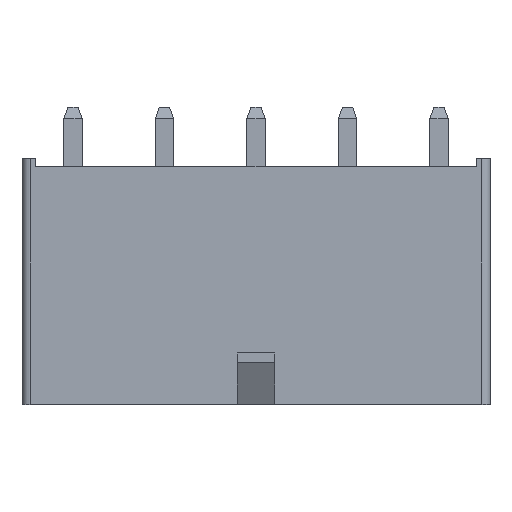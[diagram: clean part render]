
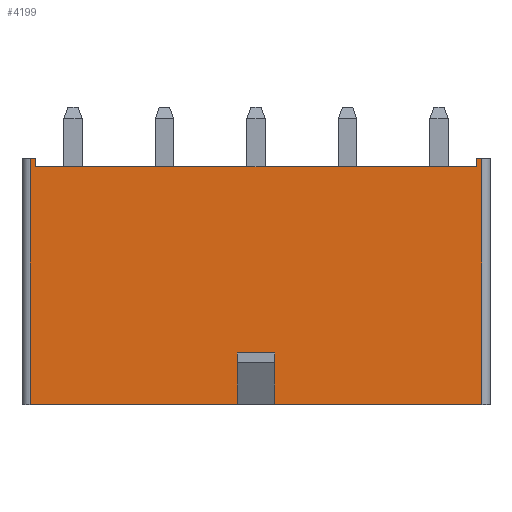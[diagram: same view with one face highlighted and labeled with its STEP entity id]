
A CAD part, top view. The second image highlights one B-rep face of the part: STEP entity #4199.
In plain terms, the highlighted planar face has unit normal (0, 0, 1).
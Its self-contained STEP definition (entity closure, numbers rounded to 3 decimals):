
#1150=ORIENTED_EDGE('',*,*,#1404,.F.);
#1151=ORIENTED_EDGE('',*,*,#1799,.T.);
#1152=ORIENTED_EDGE('',*,*,#1759,.T.);
#1153=ORIENTED_EDGE('',*,*,#1743,.T.);
#1154=ORIENTED_EDGE('',*,*,#1747,.F.);
#1155=ORIENTED_EDGE('',*,*,#1739,.F.);
#1156=ORIENTED_EDGE('',*,*,#1738,.F.);
#1157=ORIENTED_EDGE('',*,*,#1735,.T.);
#1158=ORIENTED_EDGE('',*,*,#1746,.F.);
#1159=ORIENTED_EDGE('',*,*,#1732,.T.);
#1160=ORIENTED_EDGE('',*,*,#1728,.T.);
#1161=ORIENTED_EDGE('',*,*,#1798,.F.);
#1404=EDGE_CURVE('',#1936,#1937,#2304,.T.);
#1728=EDGE_CURVE('',#2154,#2152,#2617,.T.);
#1732=EDGE_CURVE('',#2157,#2154,#2620,.F.);
#1735=EDGE_CURVE('',#2159,#2095,#2622,.T.);
#1738=EDGE_CURVE('',#2159,#2160,#2625,.T.);
#1739=EDGE_CURVE('',#2160,#2094,#2626,.T.);
#1743=EDGE_CURVE('',#2162,#2164,#2628,.T.);
#1746=EDGE_CURVE('',#2157,#2095,#2631,.T.);
#1747=EDGE_CURVE('',#2094,#2164,#2632,.T.);
#1759=EDGE_CURVE('',#2174,#2162,#2642,.T.);
#1798=EDGE_CURVE('',#1937,#2152,#2681,.T.);
#1799=EDGE_CURVE('',#1936,#2174,#2682,.T.);
#1936=VERTEX_POINT('',#5937);
#1937=VERTEX_POINT('',#5939);
#2094=VERTEX_POINT('',#6392);
#2095=VERTEX_POINT('',#6394);
#2152=VERTEX_POINT('',#6593);
#2154=VERTEX_POINT('',#6596);
#2157=VERTEX_POINT('',#6604);
#2159=VERTEX_POINT('',#6610);
#2160=VERTEX_POINT('',#6614);
#2162=VERTEX_POINT('',#6621);
#2164=VERTEX_POINT('',#6625);
#2174=VERTEX_POINT('',#6656);
#2304=LINE('',#5938,#2831);
#2617=LINE('',#6595,#3144);
#2620=LINE('',#6603,#3147);
#2622=LINE('',#6609,#3149);
#2625=LINE('',#6615,#3152);
#2626=LINE('',#6617,#3153);
#2628=LINE('',#6626,#3155);
#2631=LINE('',#6631,#3158);
#2632=LINE('',#6632,#3159);
#2642=LINE('',#6655,#3169);
#2681=LINE('',#6732,#3208);
#2682=LINE('',#6734,#3209);
#2831=VECTOR('',#4811,1000.);
#3144=VECTOR('',#5378,1000.);
#3147=VECTOR('',#5385,1000.);
#3149=VECTOR('',#5391,1000.);
#3152=VECTOR('',#5396,1000.);
#3153=VECTOR('',#5399,1000.);
#3155=VECTOR('',#5407,1000.);
#3158=VECTOR('',#5412,1000.);
#3159=VECTOR('',#5413,1000.);
#3169=VECTOR('',#5433,1000.);
#3208=VECTOR('',#5546,1000.);
#3209=VECTOR('',#5549,1000.);
#3486=EDGE_LOOP('',(#1150,#1151,#1152,#1153,#1154,#1155,#1156,#1157,#1158,
#1159,#1160,#1161));
#3747=FACE_BOUND('',#3486,.T.);
#3963=PLANE('',#4510);
#4199=ADVANCED_FACE('',(#3747),#3963,.F.);
#4510=AXIS2_PLACEMENT_3D('',#6733,#5547,#5548);
#4811=DIRECTION('',(1.,0.,0.));
#5378=DIRECTION('',(-1.,0.,0.));
#5385=DIRECTION('',(0.,-1.,0.));
#5391=DIRECTION('',(0.,-1.,0.));
#5396=DIRECTION('',(-1.,0.,0.));
#5399=DIRECTION('',(0.,-1.,0.));
#5407=DIRECTION('',(0.,-1.,0.));
#5412=DIRECTION('',(-1.,0.,0.));
#5413=DIRECTION('',(-1.,0.,0.));
#5433=DIRECTION('',(-1.,0.,0.));
#5546=DIRECTION('',(0.,1.,0.));
#5547=DIRECTION('',(0.,0.,-1.));
#5548=DIRECTION('',(-1.,0.,0.));
#5549=DIRECTION('',(0.,1.,0.));
#5937=CARTESIAN_POINT('',(-13.725,7.15,3.4));
#5938=CARTESIAN_POINT('',(-13.725,7.15,3.4));
#5939=CARTESIAN_POINT('',(13.725,7.15,3.4));
#6392=CARTESIAN_POINT('',(-1.175,-7.65,3.4));
#6394=CARTESIAN_POINT('',(1.175,-7.65,3.4));
#6593=CARTESIAN_POINT('',(13.725,7.65,3.4));
#6595=CARTESIAN_POINT('',(14.575,7.65,3.4));
#6596=CARTESIAN_POINT('',(14.075,7.65,3.4));
#6603=CARTESIAN_POINT('',(14.075,7.65,3.4));
#6604=CARTESIAN_POINT('',(14.075,-7.65,3.4));
#6609=CARTESIAN_POINT('',(1.175,-4.65,3.4));
#6610=CARTESIAN_POINT('',(1.175,-4.65,3.4));
#6614=CARTESIAN_POINT('',(-1.175,-4.65,3.4));
#6615=CARTESIAN_POINT('',(1.175,-4.65,3.4));
#6617=CARTESIAN_POINT('',(-1.175,-4.65,3.4));
#6621=CARTESIAN_POINT('',(-14.075,7.65,3.4));
#6625=CARTESIAN_POINT('',(-14.075,-7.65,3.4));
#6626=CARTESIAN_POINT('',(-14.075,7.65,3.4));
#6631=CARTESIAN_POINT('',(14.575,-7.65,3.4));
#6632=CARTESIAN_POINT('',(14.575,-7.65,3.4));
#6655=CARTESIAN_POINT('',(14.575,7.65,3.4));
#6656=CARTESIAN_POINT('',(-13.725,7.65,3.4));
#6732=CARTESIAN_POINT('',(13.725,7.15,3.4));
#6733=CARTESIAN_POINT('',(14.575,7.65,3.4));
#6734=CARTESIAN_POINT('',(-13.725,7.15,3.4));
